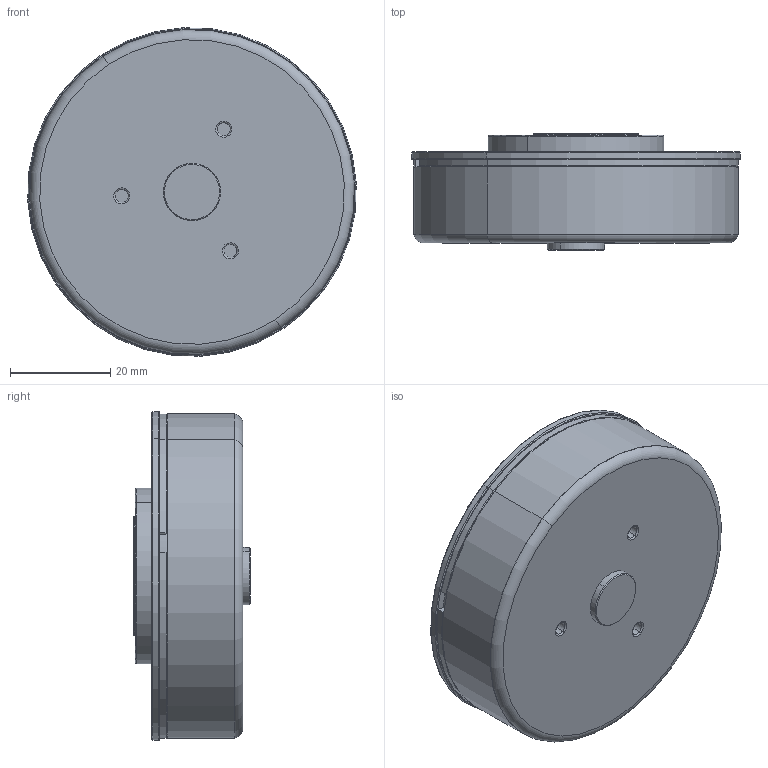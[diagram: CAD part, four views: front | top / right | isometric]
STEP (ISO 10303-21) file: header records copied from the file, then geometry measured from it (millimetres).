
FILE_DESCRIPTION (( 'STEP AP203' ), '1' );
FILE_NAME ('M63A_3d.STEP', '2023-09-02T17:16:00', ( '' ), ( '' ), 'SwSTEP 2.0', 'SolidWorks 2020', '' );
FILE_SCHEMA (( 'CONFIG_CONTROL_DESIGN' ));
Length unit declared in the file: millimetre
Products named in the file (9): 隅赽; 蛌赽郪璃; BM.WJ.AC00019.01 M0603A_111  粣創; 蛌赽; 綴裔; 隅赽郪璃; BC.QH.DZ00001.01 M0603A_111 隅赽郪璃; M63A_3d; 綴裔郪璃
Assembly tree (9 placements, depth 4):
  M63A_3d
    BC.QH.DZ00001.01 M0603A_111 隅赽郪璃
      隅赽郪璃
        隅赽
      BM.WJ.AC00019.01 M0603A_111  粣創  x2
    蛌赽郪璃
      蛌赽
    綴裔郪璃
      綴裔
Bounding box: 65.4 x 23.25 x 65.4 mm (x, y, z)
Volume: 33097.7 mm3; surface area: 40180.4 mm2
Topology: 5 solids, 6 shells, 858 faces, 2191 edges, 1437 vertices
Faces by surface type: cylinder 404, plane 390, torus 54, cone 10
Entity records: 27163 total; most frequent: CARTESIAN_POINT 5303, ORIENTED_EDGE 4358, DIRECTION 4348, EDGE_CURVE 2179, AXIS2_PLACEMENT_3D 1500, VERTEX_POINT 1429, VECTOR 1348, LINE 1348
